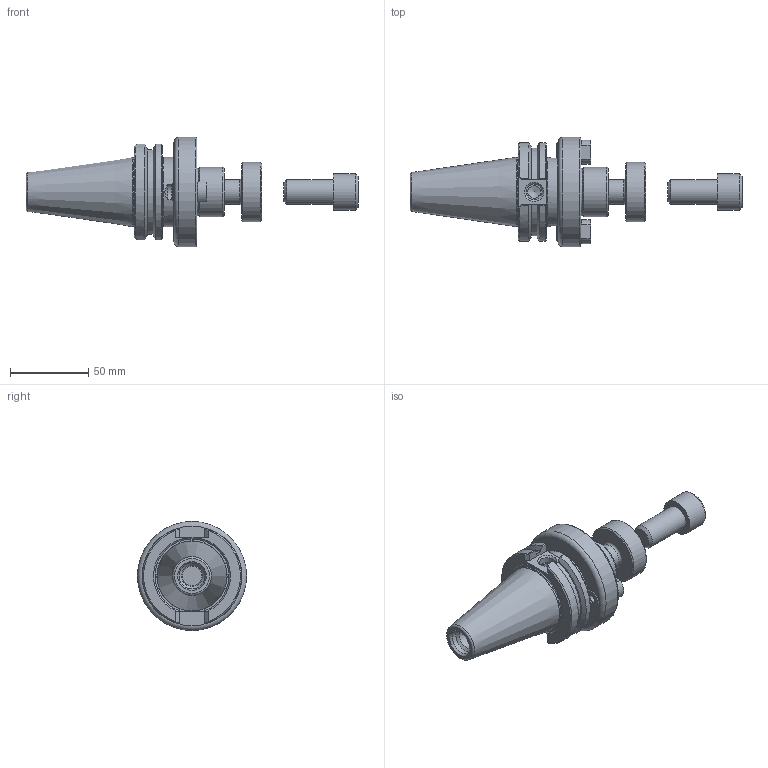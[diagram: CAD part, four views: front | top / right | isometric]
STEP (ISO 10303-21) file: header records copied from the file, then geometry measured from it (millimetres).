
FILE_DESCRIPTION((''),'2;1');
FILE_NAME('C40F-12SM1.stp','2014-07-17T13:29:54',('kaykin'),(''),'Autodesk Inventor 2012','Autodesk Inventor 2012','');
FILE_SCHEMA(('AUTOMOTIVE_DESIGN { 1 0 10303 214 1 1 1 1 }'));
Length unit declared in the file: inch
Products named in the file (5): C40F-12SM1; C40F-12SM1-1; 12KY; 028-193; 12LS
Assembly tree (5 placements, depth 2):
  C40F-12SM1
    C40F-12SM1-1
    12KY  x2
    028-193
    12LS
Bounding box: 212.46 x 69.85 x 69.85 mm (x, y, z)
Volume: 208070.8 mm3; surface area: 45500.9 mm2
Topology: 5 solids, 5 shells, 164 faces, 398 edges, 255 vertices
Faces by surface type: plane 69, cone 47, cylinder 36, torus 8, bspline 4
Full cylindrical faces by diameter (mm): 4.826 x2, 7.925 x1, 8 x1, 10.135 x1, 11.938 x2, 12.687 x2, 12.827 x2, 13.386 x1, 14.351 x1, 15.748 x1, 15.875 x1, 16.459 x1, 16.764 x1, 23.622 x1, 30.216 x1, 31.74 x1, 38.1 x1, 43.942 x1, 44.45 x1, 69.85 x1
Entity records: 4876 total; most frequent: CARTESIAN_POINT 1559, DIRECTION 639, ORIENTED_EDGE 586, EDGE_CURVE 293, AXIS2_PLACEMENT_3D 263, VERTEX_POINT 218, EDGE_LOOP 217, FACE_OUTER_BOUND 146
